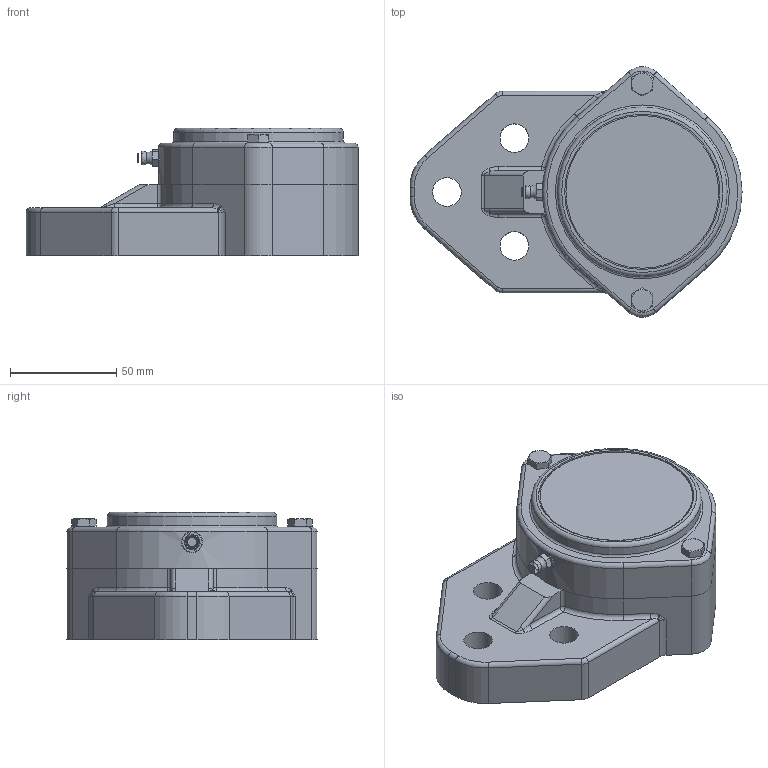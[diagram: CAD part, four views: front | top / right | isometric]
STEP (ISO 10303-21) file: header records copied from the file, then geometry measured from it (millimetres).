
FILE_DESCRIPTION(/* description */ (''),/* implementation_level */ '2;1');
FILE_NAME(/* name */ 'NG35-FBL30.stp',/* time_stamp */ '2019-12-13T10:31:26+01:00',/* author */ ('fje'),/* organization */ (''),/* preprocessor_version */ 'ST-DEVELOPER v17',/* originating_system */ 'Autodesk Inventor 2018',/* authorisation */ '');
FILE_SCHEMA (('CONFIG_CONTROL_DESIGN'));
Length unit declared in the file: millimetre
Products named in the file (1): Part7
Bounding box: 156.5 x 117.94 x 60 mm (x, y, z)
Volume: 422416.7 mm3; surface area: 131869.2 mm2
Topology: 17 solids, 18 shells, 384 faces, 960 edges, 634 vertices
Faces by surface type: plane 156, cylinder 119, cone 55, torus 35, bspline 12, sphere 7
Full cylindrical faces by diameter (mm): 2.4 x2, 3 x4, 4.917 x2, 5.459 x2, 6 x4, 6.5 x2, 7 x5, 7.8 x4, 8.7 x2, 9 x3, 10 x1, 13.5 x3, 35 x2, 39.2 x1, 43.5 x1, 44.6 x2, 46 x1, 47 x2, 47.93 x2, 50.15 x1, 51 x1, 61.25 x1, 63.47 x4, 72 x2, 73.2 x1, 78.2 x2, 80 x4, 87 x1, 89.8 x1
Entity records: 13049 total; most frequent: CARTESIAN_POINT 3046, DIRECTION 2093, ORIENTED_EDGE 1920, EDGE_CURVE 960, AXIS2_PLACEMENT_3D 858, VERTEX_POINT 656, EDGE_LOOP 463, CIRCLE 463
